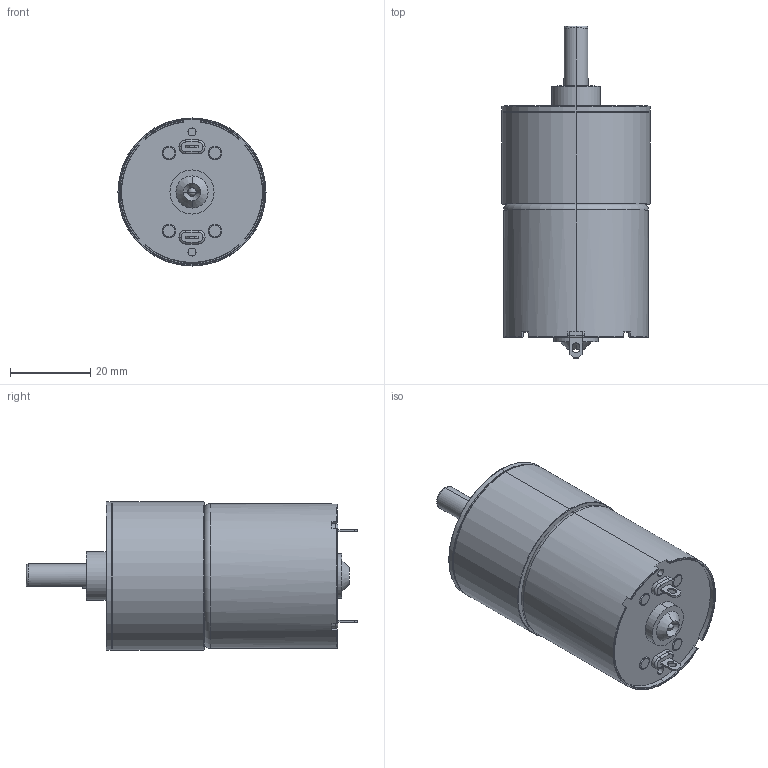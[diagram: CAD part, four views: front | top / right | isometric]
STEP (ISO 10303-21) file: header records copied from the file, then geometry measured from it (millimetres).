
FILE_DESCRIPTION (( 'STEP AP214' ), '1' );
FILE_NAME ('DC_motor_Greartisan.STEP', '2022-06-08T08:14:29', ( '' ), ( '' ), 'SwSTEP 2.0', 'SolidWorks 2021', '' );
FILE_SCHEMA (( 'AUTOMOTIVE_DESIGN' ));
Length unit declared in the file: millimetre
Products named in the file (1): DC_motor_Greartisan
Bounding box: 37 x 82.97 x 37 mm (x, y, z)
Volume: 60300.5 mm3; surface area: 10258 mm2
Topology: 1 solids, 1 shells, 252 faces, 619 edges, 389 vertices
Faces by surface type: plane 98, cylinder 92, torus 32, cone 28, sphere 2
Entity records: 10438 total; most frequent: CARTESIAN_POINT 1601, DIRECTION 1354, ORIENTED_EDGE 1206, EDGE_CURVE 603, AXIS2_PLACEMENT_3D 520, VERTEX_POINT 387, VECTOR 314, LINE 314
